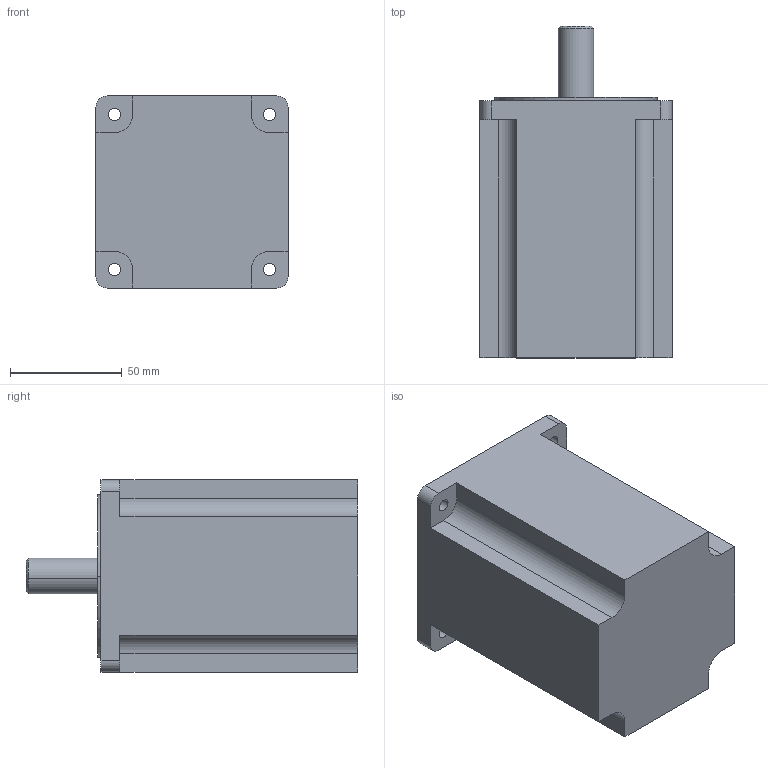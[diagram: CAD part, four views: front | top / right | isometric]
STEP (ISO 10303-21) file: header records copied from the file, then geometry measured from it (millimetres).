
FILE_DESCRIPTION((''),'2;1');
FILE_NAME('DV110HB99-06','2017-01-01T',('Administrator'),(''),'PRO/ENGINEER BY PARAMETRIC TECHNOLOGY CORPORATION, 2001280','PRO/ENGINEER BY PARAMETRIC TECHNOLOGY CORPORATION, 2001280','');
FILE_SCHEMA(('CONFIG_CONTROL_DESIGN'));
Length unit declared in the file: millimetre
Products named in the file (1): DV110HB99-06
Bounding box: 86 x 148.5 x 86 mm (x, y, z)
Volume: 752481.6 mm3; surface area: 55046.8 mm2
Topology: 1 solids, 1 shells, 42 faces, 112 edges, 74 vertices
Faces by surface type: plane 20, cylinder 20, cone 2
Entity records: 1376 total; most frequent: DIRECTION 238, CARTESIAN_POINT 228, ORIENTED_EDGE 224, EDGE_CURVE 112, AXIS2_PLACEMENT_3D 84, VERTEX_POINT 74, VECTOR 70, LINE 70
